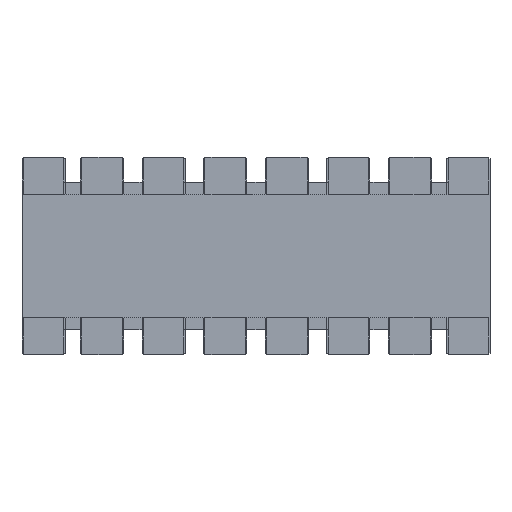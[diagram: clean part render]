
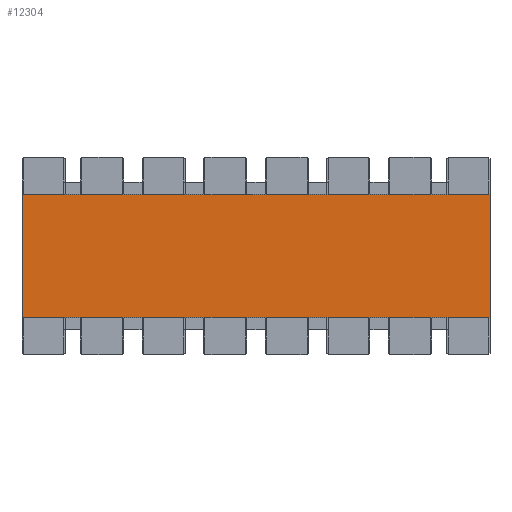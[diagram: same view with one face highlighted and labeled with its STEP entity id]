
A CAD part, top view. The second image highlights one B-rep face of the part: STEP entity #12304.
In plain terms, the highlighted planar face has unit normal (0, 0, 1).
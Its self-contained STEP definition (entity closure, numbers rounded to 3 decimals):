
#12115 = VERTEX_POINT('',#12116);
#12116 = CARTESIAN_POINT('',(-1.9,-0.5,0.55));
#12123 = PLANE('',#12124);
#12124 = AXIS2_PLACEMENT_3D('',#12125,#12126,#12127);
#12125 = CARTESIAN_POINT('',(-1.9,-0.5,0.54));
#12126 = DIRECTION('',(1.,0.,0.));
#12127 = DIRECTION('',(0.,0.,1.));
#12135 = PLANE('',#12136);
#12136 = AXIS2_PLACEMENT_3D('',#12137,#12138,#12139);
#12137 = CARTESIAN_POINT('',(-1.9,-0.5,0.54));
#12138 = DIRECTION('',(0.,1.,0.));
#12139 = DIRECTION('',(0.,0.,1.));
#12176 = VERTEX_POINT('',#12177);
#12177 = CARTESIAN_POINT('',(-1.9,0.5,0.55));
#12191 = PLANE('',#12192);
#12192 = AXIS2_PLACEMENT_3D('',#12193,#12194,#12195);
#12193 = CARTESIAN_POINT('',(-1.9,0.5,0.54));
#12194 = DIRECTION('',(0.,1.,0.));
#12195 = DIRECTION('',(0.,0.,1.));
#12203 = EDGE_CURVE('',#12115,#12176,#12204,.T.);
#12204 = SURFACE_CURVE('',#12205,(#12209,#12216),.PCURVE_S1.);
#12205 = LINE('',#12206,#12207);
#12206 = CARTESIAN_POINT('',(-1.9,-0.5,0.55));
#12207 = VECTOR('',#12208,1.);
#12208 = DIRECTION('',(0.,1.,0.));
#12209 = PCURVE('',#12123,#12210);
#12210 = DEFINITIONAL_REPRESENTATION('',(#12211),#12215);
#12211 = LINE('',#12212,#12213);
#12212 = CARTESIAN_POINT('',(0.01,0.));
#12213 = VECTOR('',#12214,1.);
#12214 = DIRECTION('',(0.,-1.));
#12215 = ( GEOMETRIC_REPRESENTATION_CONTEXT(2) 
PARAMETRIC_REPRESENTATION_CONTEXT() REPRESENTATION_CONTEXT('2D SPACE',''
  ) );
#12216 = PCURVE('',#12217,#12222);
#12217 = PLANE('',#12218);
#12218 = AXIS2_PLACEMENT_3D('',#12219,#12220,#12221);
#12219 = CARTESIAN_POINT('',(-1.9,-0.5,0.55));
#12220 = DIRECTION('',(0.,0.,1.));
#12221 = DIRECTION('',(1.,0.,0.));
#12222 = DEFINITIONAL_REPRESENTATION('',(#12223),#12227);
#12223 = LINE('',#12224,#12225);
#12224 = CARTESIAN_POINT('',(0.,0.));
#12225 = VECTOR('',#12226,1.);
#12226 = DIRECTION('',(0.,1.));
#12227 = ( GEOMETRIC_REPRESENTATION_CONTEXT(2) 
PARAMETRIC_REPRESENTATION_CONTEXT() REPRESENTATION_CONTEXT('2D SPACE',''
  ) );
#12256 = EDGE_CURVE('',#12115,#12257,#12259,.T.);
#12257 = VERTEX_POINT('',#12258);
#12258 = CARTESIAN_POINT('',(1.9,-0.5,0.55));
#12259 = SURFACE_CURVE('',#12260,(#12264,#12271),.PCURVE_S1.);
#12260 = LINE('',#12261,#12262);
#12261 = CARTESIAN_POINT('',(-1.9,-0.5,0.55));
#12262 = VECTOR('',#12263,1.);
#12263 = DIRECTION('',(1.,0.,0.));
#12264 = PCURVE('',#12135,#12265);
#12265 = DEFINITIONAL_REPRESENTATION('',(#12266),#12270);
#12266 = LINE('',#12267,#12268);
#12267 = CARTESIAN_POINT('',(0.01,0.));
#12268 = VECTOR('',#12269,1.);
#12269 = DIRECTION('',(0.,1.));
#12270 = ( GEOMETRIC_REPRESENTATION_CONTEXT(2) 
PARAMETRIC_REPRESENTATION_CONTEXT() REPRESENTATION_CONTEXT('2D SPACE',''
  ) );
#12271 = PCURVE('',#12217,#12272);
#12272 = DEFINITIONAL_REPRESENTATION('',(#12273),#12277);
#12273 = LINE('',#12274,#12275);
#12274 = CARTESIAN_POINT('',(0.,0.));
#12275 = VECTOR('',#12276,1.);
#12276 = DIRECTION('',(1.,0.));
#12277 = ( GEOMETRIC_REPRESENTATION_CONTEXT(2) 
PARAMETRIC_REPRESENTATION_CONTEXT() REPRESENTATION_CONTEXT('2D SPACE',''
  ) );
#12293 = PLANE('',#12294);
#12294 = AXIS2_PLACEMENT_3D('',#12295,#12296,#12297);
#12295 = CARTESIAN_POINT('',(1.9,-0.5,0.54));
#12296 = DIRECTION('',(1.,0.,0.));
#12297 = DIRECTION('',(0.,0.,1.));
#12304 = ADVANCED_FACE('',(#12305),#12217,.T.);
#12305 = FACE_BOUND('',#12306,.T.);
#12306 = EDGE_LOOP('',(#12307,#12308,#12309,#12332));
#12307 = ORIENTED_EDGE('',*,*,#12203,.F.);
#12308 = ORIENTED_EDGE('',*,*,#12256,.T.);
#12309 = ORIENTED_EDGE('',*,*,#12310,.T.);
#12310 = EDGE_CURVE('',#12257,#12311,#12313,.T.);
#12311 = VERTEX_POINT('',#12312);
#12312 = CARTESIAN_POINT('',(1.9,0.5,0.55));
#12313 = SURFACE_CURVE('',#12314,(#12318,#12325),.PCURVE_S1.);
#12314 = LINE('',#12315,#12316);
#12315 = CARTESIAN_POINT('',(1.9,-0.5,0.55));
#12316 = VECTOR('',#12317,1.);
#12317 = DIRECTION('',(0.,1.,0.));
#12318 = PCURVE('',#12217,#12319);
#12319 = DEFINITIONAL_REPRESENTATION('',(#12320),#12324);
#12320 = LINE('',#12321,#12322);
#12321 = CARTESIAN_POINT('',(3.8,0.));
#12322 = VECTOR('',#12323,1.);
#12323 = DIRECTION('',(0.,1.));
#12324 = ( GEOMETRIC_REPRESENTATION_CONTEXT(2) 
PARAMETRIC_REPRESENTATION_CONTEXT() REPRESENTATION_CONTEXT('2D SPACE',''
  ) );
#12325 = PCURVE('',#12293,#12326);
#12326 = DEFINITIONAL_REPRESENTATION('',(#12327),#12331);
#12327 = LINE('',#12328,#12329);
#12328 = CARTESIAN_POINT('',(0.01,0.));
#12329 = VECTOR('',#12330,1.);
#12330 = DIRECTION('',(0.,-1.));
#12331 = ( GEOMETRIC_REPRESENTATION_CONTEXT(2) 
PARAMETRIC_REPRESENTATION_CONTEXT() REPRESENTATION_CONTEXT('2D SPACE',''
  ) );
#12332 = ORIENTED_EDGE('',*,*,#12333,.F.);
#12333 = EDGE_CURVE('',#12176,#12311,#12334,.T.);
#12334 = SURFACE_CURVE('',#12335,(#12339,#12346),.PCURVE_S1.);
#12335 = LINE('',#12336,#12337);
#12336 = CARTESIAN_POINT('',(-1.9,0.5,0.55));
#12337 = VECTOR('',#12338,1.);
#12338 = DIRECTION('',(1.,0.,0.));
#12339 = PCURVE('',#12217,#12340);
#12340 = DEFINITIONAL_REPRESENTATION('',(#12341),#12345);
#12341 = LINE('',#12342,#12343);
#12342 = CARTESIAN_POINT('',(0.,1.));
#12343 = VECTOR('',#12344,1.);
#12344 = DIRECTION('',(1.,0.));
#12345 = ( GEOMETRIC_REPRESENTATION_CONTEXT(2) 
PARAMETRIC_REPRESENTATION_CONTEXT() REPRESENTATION_CONTEXT('2D SPACE',''
  ) );
#12346 = PCURVE('',#12191,#12347);
#12347 = DEFINITIONAL_REPRESENTATION('',(#12348),#12352);
#12348 = LINE('',#12349,#12350);
#12349 = CARTESIAN_POINT('',(0.01,0.));
#12350 = VECTOR('',#12351,1.);
#12351 = DIRECTION('',(0.,1.));
#12352 = ( GEOMETRIC_REPRESENTATION_CONTEXT(2) 
PARAMETRIC_REPRESENTATION_CONTEXT() REPRESENTATION_CONTEXT('2D SPACE',''
  ) );
